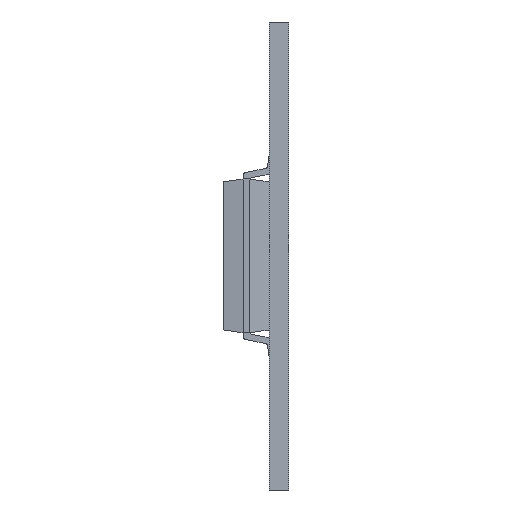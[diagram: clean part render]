
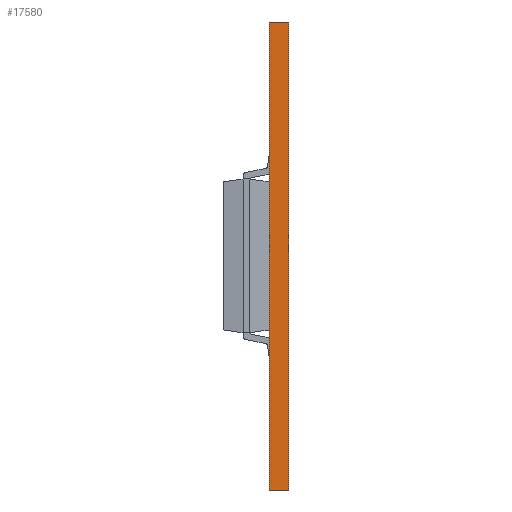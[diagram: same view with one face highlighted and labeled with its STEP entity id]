
A CAD part, left-side view. The second image highlights one B-rep face of the part: STEP entity #17580.
In plain terms, the highlighted planar face has unit normal (-1, 0, 0).
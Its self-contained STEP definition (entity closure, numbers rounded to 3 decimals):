
#627 = DIRECTION ( 'NONE',  ( 1., 0., 0. ) ) ;
#1338 = ORIENTED_EDGE ( 'NONE', *, *, #24243, .T. ) ;
#3189 = PLANE ( 'NONE',  #6564 ) ;
#4568 = VERTEX_POINT ( 'NONE', #26385 ) ;
#5067 = CARTESIAN_POINT ( 'NONE',  ( -15., 0., 12. ) ) ;
#5161 = VECTOR ( 'NONE', #22177, 1000. ) ;
#5240 = VERTEX_POINT ( 'NONE', #15601 ) ;
#5809 = LINE ( 'NONE', #11541, #7373 ) ;
#5949 = DIRECTION ( 'NONE',  ( 0., 0., -1. ) ) ;
#6564 = AXIS2_PLACEMENT_3D ( 'NONE', #28537, #627, #5949 ) ;
#6968 = ORIENTED_EDGE ( 'NONE', *, *, #7708, .F. ) ;
#7373 = VECTOR ( 'NONE', #24246, 1000. ) ;
#7570 = CARTESIAN_POINT ( 'NONE',  ( -15., 1., 12. ) ) ;
#7669 = VECTOR ( 'NONE', #30904, 1000. ) ;
#7708 = EDGE_CURVE ( 'NONE', #4568, #32467, #5809, .T. ) ;
#9504 = ORIENTED_EDGE ( 'NONE', *, *, #10387, .F. ) ;
#9566 = EDGE_LOOP ( 'NONE', ( #17052, #9504, #6968, #1338 ) ) ;
#10387 = EDGE_CURVE ( 'NONE', #32467, #32147, #27097, .T. ) ;
#10691 = VECTOR ( 'NONE', #13832, 1000. ) ;
#11541 = CARTESIAN_POINT ( 'NONE',  ( -15., 1., -12. ) ) ;
#11906 = LINE ( 'NONE', #19627, #5161 ) ;
#13832 = DIRECTION ( 'NONE',  ( 0., 0., 1. ) ) ;
#15083 = EDGE_CURVE ( 'NONE', #5240, #32147, #28922, .T. ) ;
#15601 = CARTESIAN_POINT ( 'NONE',  ( -15., 0., -12. ) ) ;
#16356 = CARTESIAN_POINT ( 'NONE',  ( -15., 0., -12. ) ) ;
#17052 = ORIENTED_EDGE ( 'NONE', *, *, #15083, .T. ) ;
#17580 = ADVANCED_FACE ( 'NONE', ( #19319 ), #3189, .F. ) ;
#19319 = FACE_OUTER_BOUND ( 'NONE', #9566, .T. ) ;
#19627 = CARTESIAN_POINT ( 'NONE',  ( -15., 1., -12. ) ) ;
#22177 = DIRECTION ( 'NONE',  ( 0., -1., 0. ) ) ;
#23023 = CARTESIAN_POINT ( 'NONE',  ( -15., 1., 12. ) ) ;
#24243 = EDGE_CURVE ( 'NONE', #4568, #5240, #11906, .T. ) ;
#24246 = DIRECTION ( 'NONE',  ( 0., 0., 1. ) ) ;
#26385 = CARTESIAN_POINT ( 'NONE',  ( -15., 1., -12. ) ) ;
#27097 = LINE ( 'NONE', #23023, #7669 ) ;
#28537 = CARTESIAN_POINT ( 'NONE',  ( -15., 1., -12. ) ) ;
#28922 = LINE ( 'NONE', #16356, #10691 ) ;
#30904 = DIRECTION ( 'NONE',  ( 0., -1., 0. ) ) ;
#32147 = VERTEX_POINT ( 'NONE', #5067 ) ;
#32467 = VERTEX_POINT ( 'NONE', #7570 ) ;
